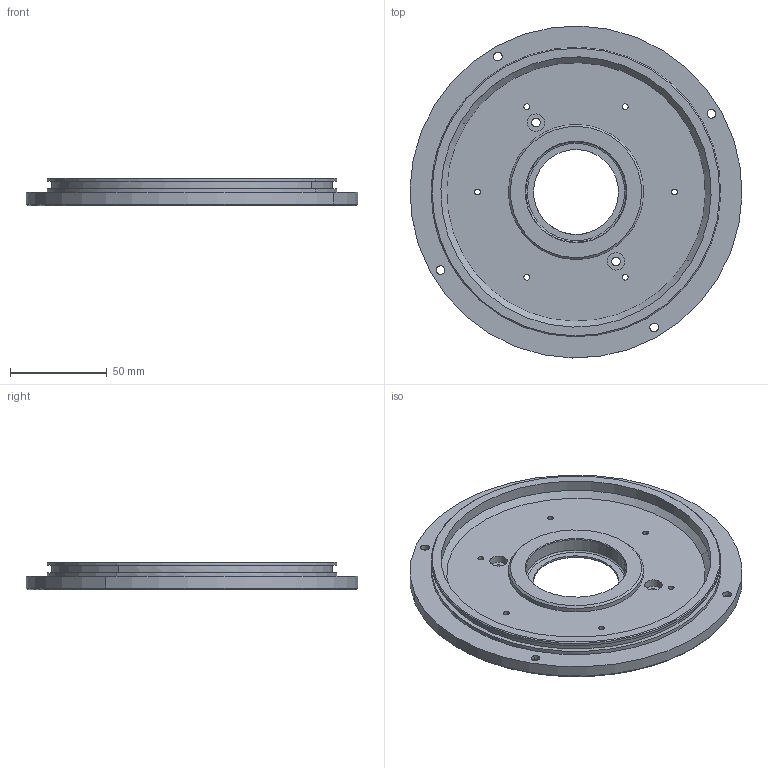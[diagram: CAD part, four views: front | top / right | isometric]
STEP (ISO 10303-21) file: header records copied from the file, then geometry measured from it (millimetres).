
FILE_DESCRIPTION(('CoCreate Modeling STEP Export'),'2;1');
FILE_NAME('m42.stp','2011-05-24T12:23:51',(''),(''),'CoCreate Modeling STEP processor for AP214 (Solid Model)','CoCreate Modeling 18.0P1120 20-Nov-2010 (C) Parametric Technology GmbH','');
FILE_SCHEMA(('AUTOMOTIVE_DESIGN { 1 0 10303 214 1 1 1 1 }'));
Length unit declared in the file: millimetre
Products named in the file (1): BODY_13____SOL289_-_WSP__MASTER.PRT
Bounding box: 171.95 x 171.95 x 14.5 mm (x, y, z)
Volume: 146535.4 mm3; surface area: 58860 mm2
Topology: 1 solids, 1 shells, 84 faces, 210 edges, 138 vertices
Faces by surface type: cylinder 56, plane 16, cone 10, torus 2
Entity records: 2361 total; most frequent: CARTESIAN_POINT 438, ORIENTED_EDGE 420, DIRECTION 366, EDGE_CURVE 210, AXIS2_PLACEMENT_3D 150, VERTEX_POINT 138, EDGE_LOOP 120, FACE_OUTER_BOUND 84
